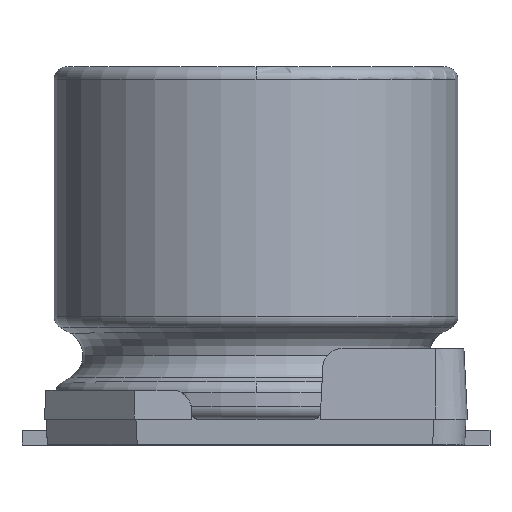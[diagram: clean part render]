
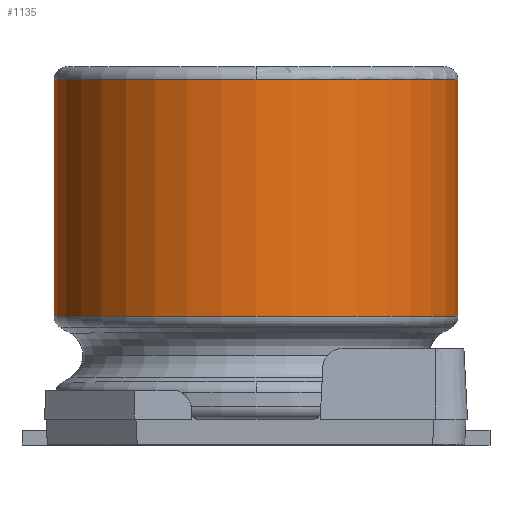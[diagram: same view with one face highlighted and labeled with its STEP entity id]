
A CAD part, top view. The second image highlights one B-rep face of the part: STEP entity #1135.
In plain terms, the highlighted cylindrical face has radius 3.15 mm (diameter 6.3 mm), a partial arc.
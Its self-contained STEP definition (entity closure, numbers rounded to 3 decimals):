
#130 = AXIS2_PLACEMENT_3D ( 'NONE', #3974, #1003, #1308 ) ;
#166 = DIRECTION ( 'NONE',  ( 0., -1., 0. ) ) ;
#171 = VECTOR ( 'NONE', #1159, 1000. ) ;
#457 = CIRCLE ( 'NONE', #130, 3.15 ) ;
#524 = DIRECTION ( 'NONE',  ( 1., 0., 0. ) ) ;
#655 = AXIS2_PLACEMENT_3D ( 'NONE', #3092, #2540, #524 ) ;
#715 = AXIS2_PLACEMENT_3D ( 'NONE', #3144, #166, #798 ) ;
#718 = VERTEX_POINT ( 'NONE', #1448 ) ;
#788 = LINE ( 'NONE', #2219, #171 ) ;
#798 = DIRECTION ( 'NONE',  ( 1., 0., 0. ) ) ;
#896 = VERTEX_POINT ( 'NONE', #2189 ) ;
#937 = EDGE_CURVE ( 'NONE', #718, #1197, #457, .T. ) ;
#981 = CARTESIAN_POINT ( 'NONE',  ( 3.15, 2.006, 0. ) ) ;
#999 = VERTEX_POINT ( 'NONE', #981 ) ;
#1003 = DIRECTION ( 'NONE',  ( 0., -1., 0. ) ) ;
#1133 = CARTESIAN_POINT ( 'NONE',  ( 0., 5.7, 3.15 ) ) ;
#1135 = ADVANCED_FACE ( 'NONE', ( #3385 ), #1873, .T. ) ;
#1159 = DIRECTION ( 'NONE',  ( 0., 1., 0. ) ) ;
#1197 = VERTEX_POINT ( 'NONE', #1133 ) ;
#1264 = CARTESIAN_POINT ( 'NONE',  ( -3.15, 5.7, 0. ) ) ;
#1308 = DIRECTION ( 'NONE',  ( 1., 0., 0. ) ) ;
#1448 = CARTESIAN_POINT ( 'NONE',  ( 3.15, 5.7, 0. ) ) ;
#1740 = CARTESIAN_POINT ( 'NONE',  ( 0., 5.7, 0. ) ) ;
#1807 = EDGE_LOOP ( 'NONE', ( #4233, #3213, #2774, #2725, #3528 ) ) ;
#1817 = VECTOR ( 'NONE', #2033, 1000. ) ;
#1873 = CYLINDRICAL_SURFACE ( 'NONE', #715, 3.15 ) ;
#1915 = EDGE_CURVE ( 'NONE', #4187, #896, #2480, .T. ) ;
#1997 = CIRCLE ( 'NONE', #2166, 3.15 ) ;
#2033 = DIRECTION ( 'NONE',  ( 0., -1., 0. ) ) ;
#2166 = AXIS2_PLACEMENT_3D ( 'NONE', #1740, #2978, #3307 ) ;
#2189 = CARTESIAN_POINT ( 'NONE',  ( -3.15, 2.006, 0. ) ) ;
#2219 = CARTESIAN_POINT ( 'NONE',  ( 3.15, 0.4, 0. ) ) ;
#2459 = EDGE_CURVE ( 'NONE', #1197, #4187, #1997, .T. ) ;
#2480 = LINE ( 'NONE', #3980, #1817 ) ;
#2540 = DIRECTION ( 'NONE',  ( 0., 1., 0. ) ) ;
#2725 = ORIENTED_EDGE ( 'NONE', *, *, #2459, .T. ) ;
#2774 = ORIENTED_EDGE ( 'NONE', *, *, #937, .T. ) ;
#2817 = CIRCLE ( 'NONE', #655, 3.15 ) ;
#2978 = DIRECTION ( 'NONE',  ( 0., -1., 0. ) ) ;
#3092 = CARTESIAN_POINT ( 'NONE',  ( 0., 2.006, 0. ) ) ;
#3144 = CARTESIAN_POINT ( 'NONE',  ( 0., 0.4, 0. ) ) ;
#3213 = ORIENTED_EDGE ( 'NONE', *, *, #3257, .T. ) ;
#3257 = EDGE_CURVE ( 'NONE', #999, #718, #788, .T. ) ;
#3307 = DIRECTION ( 'NONE',  ( 1., 0., 0. ) ) ;
#3385 = FACE_OUTER_BOUND ( 'NONE', #1807, .T. ) ;
#3528 = ORIENTED_EDGE ( 'NONE', *, *, #1915, .T. ) ;
#3931 = EDGE_CURVE ( 'NONE', #896, #999, #2817, .T. ) ;
#3974 = CARTESIAN_POINT ( 'NONE',  ( 0., 5.7, 0. ) ) ;
#3980 = CARTESIAN_POINT ( 'NONE',  ( -3.15, 0.4, 0. ) ) ;
#4187 = VERTEX_POINT ( 'NONE', #1264 ) ;
#4233 = ORIENTED_EDGE ( 'NONE', *, *, #3931, .T. ) ;
